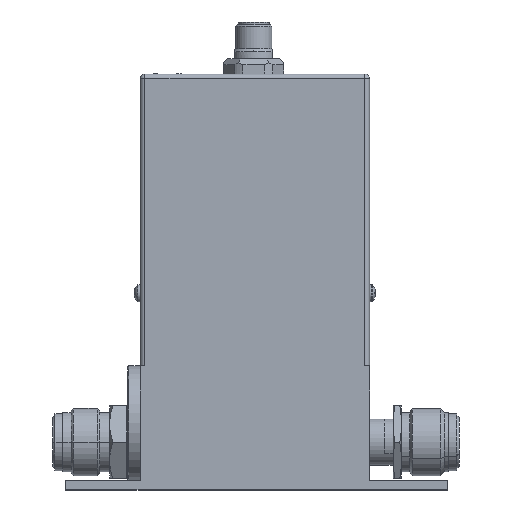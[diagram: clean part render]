
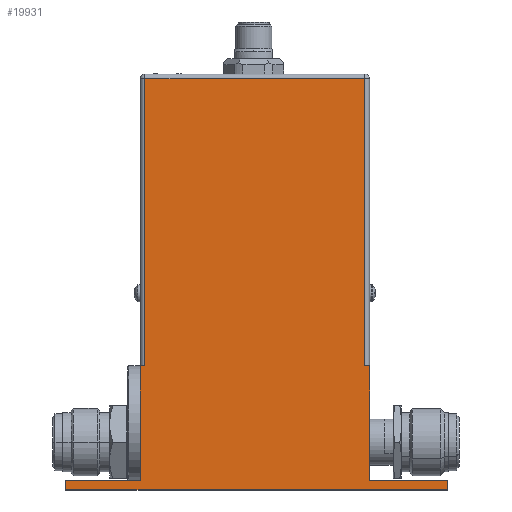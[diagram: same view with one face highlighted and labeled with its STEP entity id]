
A CAD part, top view. The second image highlights one B-rep face of the part: STEP entity #19931.
In plain terms, the highlighted planar face has unit normal (0, 0, 1).
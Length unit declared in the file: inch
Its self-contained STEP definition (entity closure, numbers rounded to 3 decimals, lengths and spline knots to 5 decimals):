
#311=DIRECTION('',(0.,1.,0.));
#312=VECTOR('',#311,1.49);
#313=CARTESIAN_POINT('',(1.488,0.,0.745));
#314=LINE('',#313,#312);
#344=DIRECTION('',(1.,0.,0.));
#345=VECTOR('',#344,0.062);
#346=CARTESIAN_POINT('',(1.426,1.49,0.745));
#347=LINE('',#346,#345);
#348=DIRECTION('',(0.,1.,0.));
#349=VECTOR('',#348,3.728);
#350=CARTESIAN_POINT('',(1.426,1.49,0.745));
#351=LINE('',#350,#349);
#356=DIRECTION('',(0.,-1.,0.));
#357=VECTOR('',#356,0.12);
#358=CARTESIAN_POINT('',(2.499,0.,0.745));
#359=LINE('',#358,#357);
#360=DIRECTION('',(0.,1.,0.));
#361=VECTOR('',#360,0.745);
#362=CARTESIAN_POINT('',(-1.488,0.,0.745));
#363=LINE('',#362,#361);
#364=DIRECTION('',(0.,1.,0.));
#365=VECTOR('',#364,0.745);
#366=CARTESIAN_POINT('',(-1.488,0.745,0.745));
#367=LINE('',#366,#365);
#373=DIRECTION('',(1.,0.,0.));
#374=VECTOR('',#373,0.058);
#375=CARTESIAN_POINT('',(-1.488,1.49,0.745));
#376=LINE('',#375,#374);
#390=DIRECTION('',(0.,1.,0.));
#391=VECTOR('',#390,3.728);
#392=CARTESIAN_POINT('',(-1.43,1.49,0.745));
#393=LINE('',#392,#391);
#437=DIRECTION('',(-1.,0.,0.));
#438=VECTOR('',#437,0.968);
#439=CARTESIAN_POINT('',(-1.488,0.,0.745));
#440=LINE('',#439,#438);
#709=DIRECTION('',(1.,0.,0.));
#710=VECTOR('',#709,2.856);
#711=CARTESIAN_POINT('',(-1.43,5.218,0.745));
#712=LINE('',#711,#710);
#12266=DIRECTION('',(0.,-1.,0.));
#12267=VECTOR('',#12266,0.12);
#12268=CARTESIAN_POINT('',(-2.456,0.,0.745));
#12269=LINE('',#12268,#12267);
#12310=DIRECTION('',(-1.,0.,0.));
#12311=VECTOR('',#12310,4.955);
#12312=CARTESIAN_POINT('',(2.499,-0.12,0.745));
#12313=LINE('',#12312,#12311);
#12470=DIRECTION('',(-1.,0.,0.));
#12471=VECTOR('',#12470,1.011);
#12472=CARTESIAN_POINT('',(2.499,0.,0.745));
#12473=LINE('',#12472,#12471);
#16435=CARTESIAN_POINT('',(-1.488,0.745,0.745));
#16436=CARTESIAN_POINT('',(-1.488,1.49,0.745));
#16437=VERTEX_POINT('',#16435);
#16438=VERTEX_POINT('',#16436);
#16721=CARTESIAN_POINT('',(2.499,-0.12,0.745));
#16722=CARTESIAN_POINT('',(-2.456,-0.12,0.745));
#16723=VERTEX_POINT('',#16721);
#16724=VERTEX_POINT('',#16722);
#16729=CARTESIAN_POINT('',(2.499,0.,0.745));
#16730=VERTEX_POINT('',#16729);
#16731=CARTESIAN_POINT('',(-2.456,0.,0.745));
#16732=VERTEX_POINT('',#16731);
#16875=CARTESIAN_POINT('',(-1.488,0.,0.745));
#16876=VERTEX_POINT('',#16875);
#16877=CARTESIAN_POINT('',(1.488,0.,0.745));
#16879=VERTEX_POINT('',#16877);
#16883=CARTESIAN_POINT('',(1.488,1.49,0.745));
#16884=VERTEX_POINT('',#16883);
#18523=CARTESIAN_POINT('',(-1.43,5.218,0.745));
#18524=CARTESIAN_POINT('',(1.426,5.218,0.745));
#18525=VERTEX_POINT('',#18523);
#18526=VERTEX_POINT('',#18524);
#18647=CARTESIAN_POINT('',(-1.43,1.49,0.745));
#18649=VERTEX_POINT('',#18647);
#18652=CARTESIAN_POINT('',(1.426,1.49,0.745));
#18654=VERTEX_POINT('',#18652);
#19901=CARTESIAN_POINT('',(-1.488,0.,0.745));
#19902=DIRECTION('',(0.,0.,1.));
#19903=DIRECTION('',(1.,0.,0.));
#19904=AXIS2_PLACEMENT_3D('',#19901,#19902,#19903);
#19905=PLANE('',#19904);
#19907=ORIENTED_EDGE('',*,*,#19906,.T.);
#19909=ORIENTED_EDGE('',*,*,#19908,.T.);
#19911=ORIENTED_EDGE('',*,*,#19910,.T.);
#19912=ORIENTED_EDGE('',*,*,#19893,.F.);
#19913=ORIENTED_EDGE('',*,*,#19882,.T.);
#19914=ORIENTED_EDGE('',*,*,#19858,.F.);
#19916=ORIENTED_EDGE('',*,*,#19915,.F.);
#19918=ORIENTED_EDGE('',*,*,#19917,.T.);
#19920=ORIENTED_EDGE('',*,*,#19919,.T.);
#19922=ORIENTED_EDGE('',*,*,#19921,.F.);
#19924=ORIENTED_EDGE('',*,*,#19923,.F.);
#19926=ORIENTED_EDGE('',*,*,#19925,.T.);
#19928=ORIENTED_EDGE('',*,*,#19927,.T.);
#19929=EDGE_LOOP('',(#19907,#19909,#19911,#19912,#19913,#19914,#19916,#19918,
#19920,#19922,#19924,#19926,#19928));
#19930=FACE_OUTER_BOUND('',#19929,.F.);
#19931=ADVANCED_FACE('',(#19930),#19905,.T.);
#19858=EDGE_CURVE('',#16879,#16884,#314,.T.);
#19882=EDGE_CURVE('',#18654,#16884,#347,.T.);
#19893=EDGE_CURVE('',#18654,#18526,#351,.T.);
#19906=EDGE_CURVE('',#16438,#18649,#376,.T.);
#19908=EDGE_CURVE('',#18649,#18525,#393,.T.);
#19910=EDGE_CURVE('',#18525,#18526,#712,.T.);
#19915=EDGE_CURVE('',#16730,#16879,#12473,.T.);
#19917=EDGE_CURVE('',#16730,#16723,#359,.T.);
#19919=EDGE_CURVE('',#16723,#16724,#12313,.T.);
#19921=EDGE_CURVE('',#16732,#16724,#12269,.T.);
#19923=EDGE_CURVE('',#16876,#16732,#440,.T.);
#19925=EDGE_CURVE('',#16876,#16437,#363,.T.);
#19927=EDGE_CURVE('',#16437,#16438,#367,.T.);
